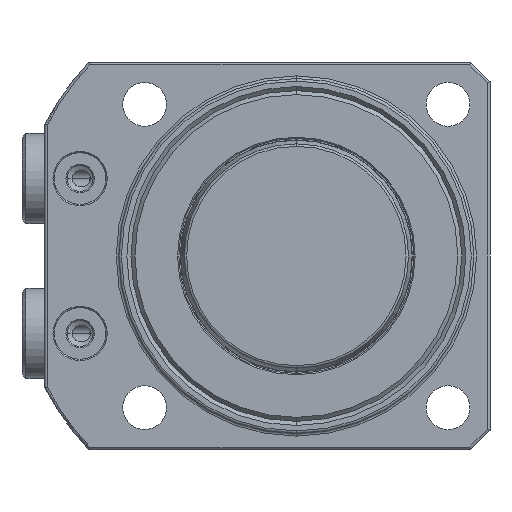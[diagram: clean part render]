
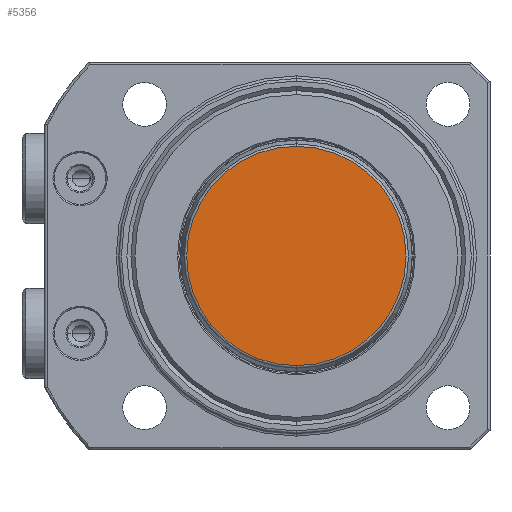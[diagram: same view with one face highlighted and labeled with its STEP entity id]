
A CAD part, front view. The second image highlights one B-rep face of the part: STEP entity #5356.
In plain terms, the highlighted planar face has unit normal (0, -1, 0).
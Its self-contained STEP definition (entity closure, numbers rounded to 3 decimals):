
#535 = AXIS2_PLACEMENT_3D ( 'NONE', #1902, #1903, #1904 ) ;
#536 = FACE_OUTER_BOUND ( 'NONE', #3811, .T. ) ;
#939 = CARTESIAN_POINT ( 'NONE',  ( 0., -2., 0. ) ) ;
#940 = DIRECTION ( 'NONE',  ( 0., -1., 0. ) ) ;
#941 = DIRECTION ( 'NONE',  ( 0., 0., 1. ) ) ;
#969 = CARTESIAN_POINT ( 'NONE',  ( 0., -2., 0. ) ) ;
#970 = DIRECTION ( 'NONE',  ( 0., -1., 0. ) ) ;
#971 = DIRECTION ( 'NONE',  ( 0., 0., 1. ) ) ;
#1665 = VERTEX_POINT ( 'NONE', #5587 ) ;
#1901 = PLANE ( 'NONE',  #535 ) ;
#1902 = CARTESIAN_POINT ( 'NONE',  ( 17.272, -2., 0. ) ) ;
#1903 = DIRECTION ( 'NONE',  ( 0., 1., 0. ) ) ;
#1904 = DIRECTION ( 'NONE',  ( 0., 0., 1. ) ) ;
#3460 = VERTEX_POINT ( 'NONE', #5617 ) ;
#3668 = AXIS2_PLACEMENT_3D ( 'NONE', #939, #940, #941 ) ;
#3675 = AXIS2_PLACEMENT_3D ( 'NONE', #969, #970, #971 ) ;
#3811 = EDGE_LOOP ( 'NONE', ( #5458, #5419 ) ) ;
#5048 = CIRCLE ( 'NONE', #3675, 16.992 ) ;
#5058 = CIRCLE ( 'NONE', #3668, 16.992 ) ;
#5187 = EDGE_CURVE ( 'NONE', #1665, #3460, #5058, .T. ) ;
#5197 = EDGE_CURVE ( 'NONE', #3460, #1665, #5048, .T. ) ;
#5356 = ADVANCED_FACE ( 'NONE', ( #536 ), #1901, .F. ) ;
#5419 = ORIENTED_EDGE ( 'NONE', *, *, #5187, .T. ) ;
#5458 = ORIENTED_EDGE ( 'NONE', *, *, #5197, .T. ) ;
#5587 = CARTESIAN_POINT ( 'NONE',  ( 0., -2., -16.992 ) ) ;
#5617 = CARTESIAN_POINT ( 'NONE',  ( 0., -2., 16.992 ) ) ;
